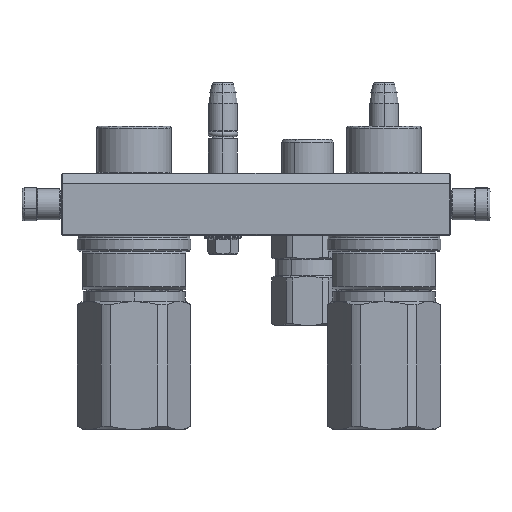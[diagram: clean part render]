
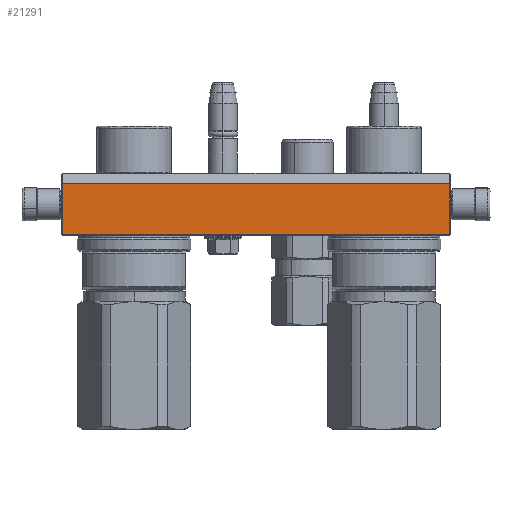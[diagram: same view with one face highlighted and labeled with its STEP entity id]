
A CAD part, left-side view. The second image highlights one B-rep face of the part: STEP entity #21291.
In plain terms, the highlighted face is planar.
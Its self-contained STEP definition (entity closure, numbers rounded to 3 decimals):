
#3956 = VECTOR ( 'NONE', #41750, 1000. ) ;
#4375 = VECTOR ( 'NONE', #21394, 1000. ) ;
#4986 = PLANE ( 'NONE',  #45658 ) ;
#5376 = DIRECTION ( 'NONE',  ( -1., 0., 0. ) ) ;
#6509 = LINE ( 'NONE', #7348, #4375 ) ;
#6513 = CARTESIAN_POINT ( 'NONE',  ( -93.5, 5., -45. ) ) ;
#7348 = CARTESIAN_POINT ( 'NONE',  ( 93.5, 5., -45. ) ) ;
#8295 = DIRECTION ( 'NONE',  ( -1., 0., 0. ) ) ;
#8715 = VECTOR ( 'NONE', #8295, 1000. ) ;
#9209 = ORIENTED_EDGE ( 'NONE', *, *, #16420, .F. ) ;
#14232 = DIRECTION ( 'NONE',  ( 0., 0., -1. ) ) ;
#14452 = ORIENTED_EDGE ( 'NONE', *, *, #55165, .T. ) ;
#15297 = VERTEX_POINT ( 'NONE', #33628 ) ;
#15811 = ORIENTED_EDGE ( 'NONE', *, *, #39957, .T. ) ;
#16420 = EDGE_CURVE ( 'NONE', #18658, #16503, #6509, .T. ) ;
#16503 = VERTEX_POINT ( 'NONE', #16611 ) ;
#16611 = CARTESIAN_POINT ( 'NONE',  ( 93.5, 29.5, -45. ) ) ;
#17760 = VECTOR ( 'NONE', #29346, 1000. ) ;
#18622 = EDGE_CURVE ( 'NONE', #16503, #15297, #45055, .T. ) ;
#18658 = VERTEX_POINT ( 'NONE', #25120 ) ;
#19281 = ORIENTED_EDGE ( 'NONE', *, *, #18622, .F. ) ;
#21291 = ADVANCED_FACE ( 'NONE', ( #39522 ), #4986, .T. ) ;
#21394 = DIRECTION ( 'NONE',  ( 0., 1., 0. ) ) ;
#24923 = CARTESIAN_POINT ( 'NONE',  ( 93.5, 29.5, -45. ) ) ;
#25120 = CARTESIAN_POINT ( 'NONE',  ( 93.5, 5., -45. ) ) ;
#25531 = LINE ( 'NONE', #6513, #3956 ) ;
#29346 = DIRECTION ( 'NONE',  ( -1., 0., 0. ) ) ;
#30810 = CARTESIAN_POINT ( 'NONE',  ( 93.5, 5., -45. ) ) ;
#33628 = CARTESIAN_POINT ( 'NONE',  ( -93.5, 29.5, -45. ) ) ;
#33864 = VERTEX_POINT ( 'NONE', #50488 ) ;
#39522 = FACE_OUTER_BOUND ( 'NONE', #50175, .T. ) ;
#39957 = EDGE_CURVE ( 'NONE', #33864, #15297, #25531, .T. ) ;
#41750 = DIRECTION ( 'NONE',  ( 0., 1., 0. ) ) ;
#42130 = CARTESIAN_POINT ( 'NONE',  ( 94., 0., -45. ) ) ;
#42447 = LINE ( 'NONE', #30810, #8715 ) ;
#45055 = LINE ( 'NONE', #24923, #17760 ) ;
#45658 = AXIS2_PLACEMENT_3D ( 'NONE', #42130, #14232, #5376 ) ;
#50175 = EDGE_LOOP ( 'NONE', ( #15811, #19281, #9209, #14452 ) ) ;
#50488 = CARTESIAN_POINT ( 'NONE',  ( -93.5, 5., -45. ) ) ;
#55165 = EDGE_CURVE ( 'NONE', #18658, #33864, #42447, .T. ) ;
